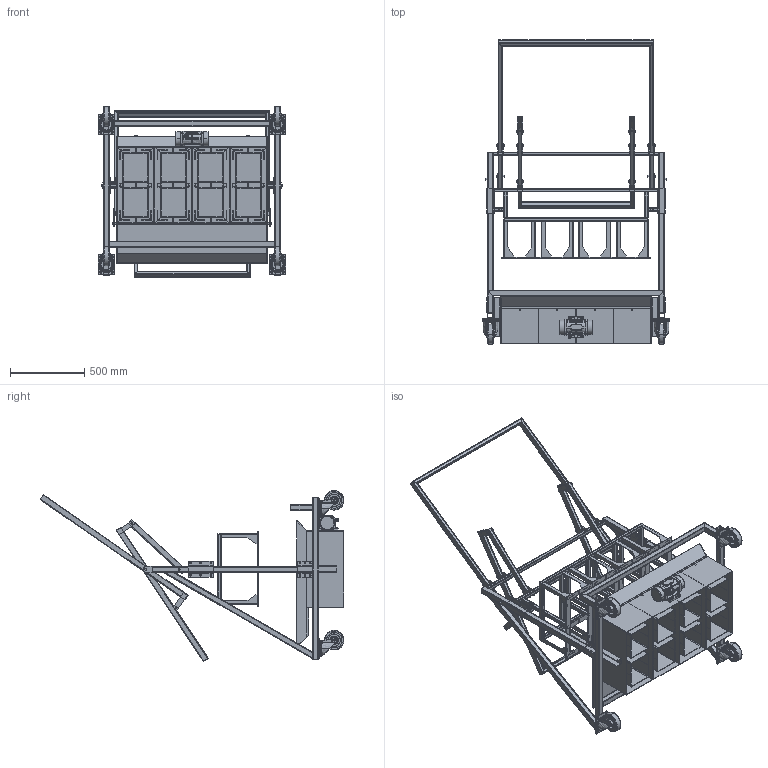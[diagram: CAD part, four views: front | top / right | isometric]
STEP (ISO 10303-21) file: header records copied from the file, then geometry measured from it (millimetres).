
FILE_DESCRIPTION(('FreeCAD Model'),'2;1');
FILE_NAME('Open CASCADE Shape Model','2025-04-30T23:27:32',('FreeCAD'),( 'FreeCAD'),'Open CASCADE STEP processor 7.6','FreeCAD','Unknown');
FILE_SCHEMA(('AUTOMOTIVE_DESIGN { 1 0 10303 214 1 1 1 1 }'));
Products named in the file (1): Open CASCADE STEP translator 7.6 1
Bounding box: 1260.32 x 2039.45 x 1146.74 mm (x, y, z)
Volume: 27603992.3 mm3; surface area: 15446510.1 mm2
Topology: 223 solids, 223 shells, 4054 faces, 10229 edges, 6615 vertices
Faces by surface type: bspline 4054
Entity records: 121185 total; most frequent: CARTESIAN_POINT 60734, ORIENTED_EDGE 20402, EDGE_CURVE 10201, B_SPLINE_CURVE_WITH_KNOTS 7028, VERTEX_POINT 6615, FACE_BOUND 4592, EDGE_LOOP 4592, ADVANCED_FACE 4054
